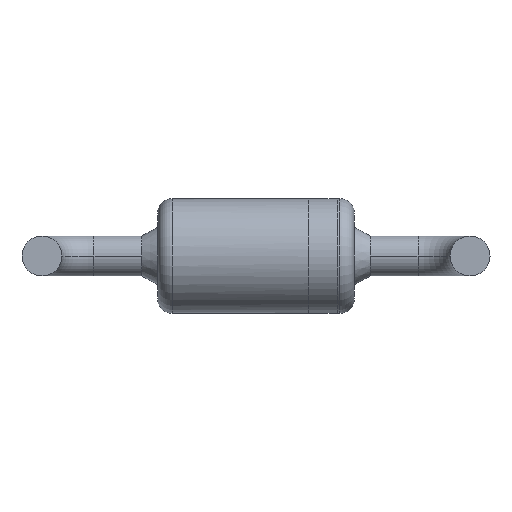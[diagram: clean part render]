
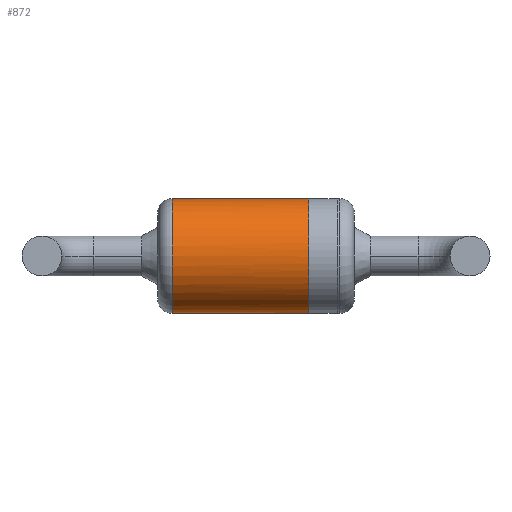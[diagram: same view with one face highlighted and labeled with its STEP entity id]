
A CAD part, front view. The second image highlights one B-rep face of the part: STEP entity #872.
In plain terms, the highlighted cylindrical face has radius 1.02 mm (diameter 2.04 mm), a partial arc.
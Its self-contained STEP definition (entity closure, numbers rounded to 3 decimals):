
#25 = CARTESIAN_POINT ( 'NONE',  ( 4.746, 2.02, -1.02 ) ) ;
#200 = CARTESIAN_POINT ( 'NONE',  ( 4.746, 1.027, -0.267 ) ) ;
#207 = EDGE_CURVE ( 'NONE', #3052, #3068, #3207, .T. ) ;
#260 = CARTESIAN_POINT ( 'NONE',  ( 1.775, 2.02, 1.02 ) ) ;
#267 = CARTESIAN_POINT ( 'NONE',  ( 4.746, 2.02, 1.02 ) ) ;
#293 = VECTOR ( 'NONE', #1315, 1000. ) ;
#324 = DIRECTION ( 'NONE',  ( -1., 0., 0. ) ) ;
#405 = CYLINDRICAL_SURFACE ( 'NONE', #1051, 1.02 ) ;
#555 = CARTESIAN_POINT ( 'NONE',  ( 4.746, 1.204, -0.627 ) ) ;
#601 = CARTESIAN_POINT ( 'NONE',  ( 4.746, 1.027, 0.267 ) ) ;
#648 = ORIENTED_EDGE ( 'NONE', *, *, #207, .F. ) ;
#816 = CARTESIAN_POINT ( 'NONE',  ( 2.315, 2.02, 1.02 ) ) ;
#854 = CARTESIAN_POINT ( 'NONE',  ( 1.775, 2.02, -1.02 ) ) ;
#872 = ADVANCED_FACE ( 'NONE', ( #4992 ), #405, .T. ) ;
#913 = LINE ( 'NONE', #260, #1467 ) ;
#1051 = AXIS2_PLACEMENT_3D ( 'NONE', #3055, #324, #4963 ) ;
#1114 = VERTEX_POINT ( 'NONE', #816 ) ;
#1173 = ORIENTED_EDGE ( 'NONE', *, *, #4871, .T. ) ;
#1315 = DIRECTION ( 'NONE',  ( -1., 0., 0. ) ) ;
#1400 = CARTESIAN_POINT ( 'NONE',  ( 4.746, 1.506, 0.891 ) ) ;
#1424 = CARTESIAN_POINT ( 'NONE',  ( 4.746, 1.393, -0.816 ) ) ;
#1467 = VECTOR ( 'NONE', #2841, 1000. ) ;
#1500 = CIRCLE ( 'NONE', #4574, 1.02 ) ;
#1794 = CARTESIAN_POINT ( 'NONE',  ( 4.746, 1.506, -0.891 ) ) ;
#1915 = DIRECTION ( 'NONE',  ( -1., 0., 0. ) ) ;
#2105 = CARTESIAN_POINT ( 'NONE',  ( 4.746, 1.753, 0.993 ) ) ;
#2312 = ORIENTED_EDGE ( 'NONE', *, *, #4399, .F. ) ;
#2487 = B_SPLINE_CURVE_WITH_KNOTS ( 'NONE', 3,
 ( #2561, #2882, #4853, #1794, #1424, #555, #4881, #200, #4906, #2490, #601, #2968, #3296, #4085, #1400, #2105, #3733, #267 ),
 .UNSPECIFIED., .F., .F.,
 ( 4, 2, 2, 2, 2, 2, 2, 2, 4 ),
 ( 0.5, 0.563, 0.625, 0.688, 0.75, 0.813, 0.875, 0.938, 1. ),
 .UNSPECIFIED. ) ;
#2490 = CARTESIAN_POINT ( 'NONE',  ( 4.746, 1., 0.134 ) ) ;
#2561 = CARTESIAN_POINT ( 'NONE',  ( 4.746, 2.02, -1.02 ) ) ;
#2841 = DIRECTION ( 'NONE',  ( -1., 0., 0. ) ) ;
#2882 = CARTESIAN_POINT ( 'NONE',  ( 4.746, 1.886, -1.02 ) ) ;
#2968 = CARTESIAN_POINT ( 'NONE',  ( 4.746, 1.129, 0.514 ) ) ;
#2995 = CARTESIAN_POINT ( 'NONE',  ( 2.315, 2.02, 0. ) ) ;
#3052 = VERTEX_POINT ( 'NONE', #25 ) ;
#3055 = CARTESIAN_POINT ( 'NONE',  ( 1.775, 2.02, 0. ) ) ;
#3068 = VERTEX_POINT ( 'NONE', #4290 ) ;
#3207 = LINE ( 'NONE', #854, #293 ) ;
#3259 = EDGE_CURVE ( 'NONE', #3052, #3877, #2487, .T. ) ;
#3296 = CARTESIAN_POINT ( 'NONE',  ( 4.746, 1.204, 0.627 ) ) ;
#3313 = ORIENTED_EDGE ( 'NONE', *, *, #3259, .T. ) ;
#3339 = EDGE_LOOP ( 'NONE', ( #648, #3313, #1173, #2312 ) ) ;
#3733 = CARTESIAN_POINT ( 'NONE',  ( 4.746, 1.886, 1.02 ) ) ;
#3877 = VERTEX_POINT ( 'NONE', #4069 ) ;
#4069 = CARTESIAN_POINT ( 'NONE',  ( 4.746, 2.02, 1.02 ) ) ;
#4085 = CARTESIAN_POINT ( 'NONE',  ( 4.746, 1.393, 0.816 ) ) ;
#4186 = DIRECTION ( 'NONE',  ( 0., 0., 1. ) ) ;
#4290 = CARTESIAN_POINT ( 'NONE',  ( 2.315, 2.02, -1.02 ) ) ;
#4399 = EDGE_CURVE ( 'NONE', #3068, #1114, #1500, .T. ) ;
#4574 = AXIS2_PLACEMENT_3D ( 'NONE', #2995, #1915, #4186 ) ;
#4853 = CARTESIAN_POINT ( 'NONE',  ( 4.746, 1.753, -0.993 ) ) ;
#4871 = EDGE_CURVE ( 'NONE', #3877, #1114, #913, .T. ) ;
#4881 = CARTESIAN_POINT ( 'NONE',  ( 4.746, 1.129, -0.514 ) ) ;
#4906 = CARTESIAN_POINT ( 'NONE',  ( 4.746, 1., -0.134 ) ) ;
#4963 = DIRECTION ( 'NONE',  ( 0., 0., 1. ) ) ;
#4992 = FACE_OUTER_BOUND ( 'NONE', #3339, .T. ) ;
